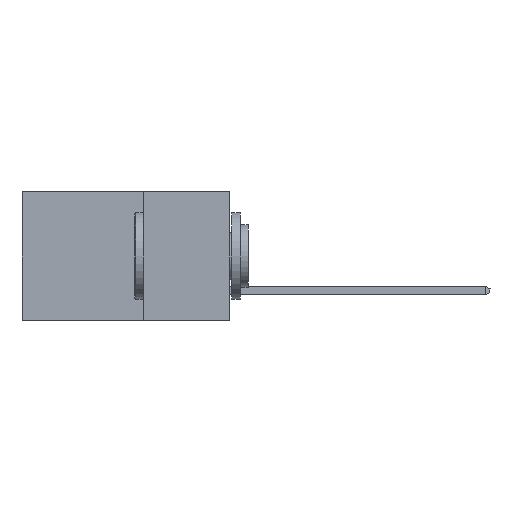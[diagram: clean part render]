
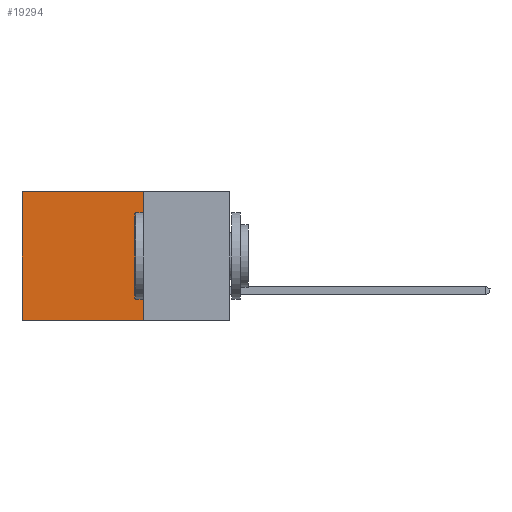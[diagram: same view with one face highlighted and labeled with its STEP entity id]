
A CAD part, left-side view. The second image highlights one B-rep face of the part: STEP entity #19294.
In plain terms, the highlighted planar face has unit normal (-1, 0, 0).
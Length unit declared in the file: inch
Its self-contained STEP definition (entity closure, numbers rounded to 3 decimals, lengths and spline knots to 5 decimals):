
#290 = CARTESIAN_POINT ( 'NONE',  ( 0.2615, 0.25, 0. ) ) ;
#484 = DIRECTION ( 'NONE',  ( 1., 0., 0. ) ) ;
#614 = AXIS2_PLACEMENT_3D ( 'NONE', #10473, #484, #18577 ) ;
#1777 = DIRECTION ( 'NONE',  ( 0., 0., -1. ) ) ;
#2239 = DIRECTION ( 'NONE',  ( 0., 0., -1. ) ) ;
#3043 = EDGE_CURVE ( 'NONE', #4473, #5903, #19796, .T. ) ;
#4322 = CARTESIAN_POINT ( 'NONE',  ( 0.2615, 0.6, -0.37 ) ) ;
#4473 = VERTEX_POINT ( 'NONE', #8970 ) ;
#4938 = VERTEX_POINT ( 'NONE', #13873 ) ;
#5903 = VERTEX_POINT ( 'NONE', #4322 ) ;
#6542 = FACE_OUTER_BOUND ( 'NONE', #18950, .T. ) ;
#7497 = DIRECTION ( 'NONE',  ( 0., 1., 0. ) ) ;
#7944 = VECTOR ( 'NONE', #22179, 39.37008 ) ;
#8970 = CARTESIAN_POINT ( 'NONE',  ( 0.2615, 0.25, -0.37 ) ) ;
#10473 = CARTESIAN_POINT ( 'NONE',  ( 0.2615, 0.25, -0.37 ) ) ;
#11778 = CARTESIAN_POINT ( 'NONE',  ( 0.2615, 0.6, -0.37 ) ) ;
#11848 = ORIENTED_EDGE ( 'NONE', *, *, #3043, .F. ) ;
#12394 = VECTOR ( 'NONE', #1777, 39.37008 ) ;
#12435 = CARTESIAN_POINT ( 'NONE',  ( 0.2615, 0.6, 0. ) ) ;
#13372 = EDGE_CURVE ( 'NONE', #4938, #18050, #14200, .T. ) ;
#13873 = CARTESIAN_POINT ( 'NONE',  ( 0.2615, 0.25, 0. ) ) ;
#14080 = CARTESIAN_POINT ( 'NONE',  ( 0.2615, 0.25, -0.37 ) ) ;
#14200 = LINE ( 'NONE', #290, #7944 ) ;
#14203 = LINE ( 'NONE', #14080, #24890 ) ;
#17040 = EDGE_CURVE ( 'NONE', #4938, #4473, #14203, .T. ) ;
#17584 = ORIENTED_EDGE ( 'NONE', *, *, #13372, .T. ) ;
#18050 = VERTEX_POINT ( 'NONE', #12435 ) ;
#18577 = DIRECTION ( 'NONE',  ( 0., 0., -1. ) ) ;
#18950 = EDGE_LOOP ( 'NONE', ( #19905, #11848, #23532, #17584 ) ) ;
#19294 = ADVANCED_FACE ( 'NONE', ( #6542 ), #22511, .F. ) ;
#19796 = LINE ( 'NONE', #25803, #24497 ) ;
#19905 = ORIENTED_EDGE ( 'NONE', *, *, #21623, .T. ) ;
#21623 = EDGE_CURVE ( 'NONE', #18050, #5903, #24196, .T. ) ;
#22179 = DIRECTION ( 'NONE',  ( 0., 1., 0. ) ) ;
#22511 = PLANE ( 'NONE',  #614 ) ;
#23532 = ORIENTED_EDGE ( 'NONE', *, *, #17040, .F. ) ;
#24196 = LINE ( 'NONE', #11778, #12394 ) ;
#24497 = VECTOR ( 'NONE', #7497, 39.37008 ) ;
#24890 = VECTOR ( 'NONE', #2239, 39.37008 ) ;
#25803 = CARTESIAN_POINT ( 'NONE',  ( 0.2615, 0.25, -0.37 ) ) ;
